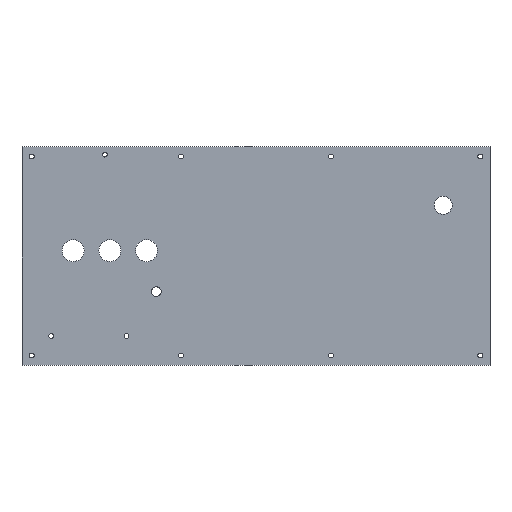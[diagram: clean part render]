
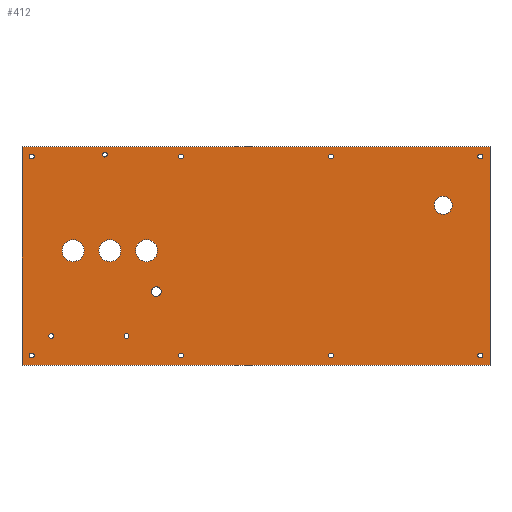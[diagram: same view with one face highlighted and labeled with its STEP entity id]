
A CAD part, top view. The second image highlights one B-rep face of the part: STEP entity #412.
In plain terms, the highlighted planar face has unit normal (0, 0, 1).
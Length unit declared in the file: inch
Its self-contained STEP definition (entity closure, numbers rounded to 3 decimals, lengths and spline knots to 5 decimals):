
#80=CARTESIAN_POINT('',(-3.825,0.,0.08));
#81=VERTEX_POINT('',#80);
#88=CARTESIAN_POINT('',(-3.825,5.6,0.08));
#89=VERTEX_POINT('',#88);
#90=CARTESIAN_POINT('',(-3.825,5.6,0.08));
#91=DIRECTION('',(0.,-1.,0.));
#92=VECTOR('',#91,5.6);
#93=LINE('',#90,#92);
#94=EDGE_CURVE('',#89,#81,#93,.T.);
#118=CARTESIAN_POINT('',(8.175,0.,0.08));
#119=VERTEX_POINT('',#118);
#126=CARTESIAN_POINT('',(-3.825,0.,0.08));
#127=DIRECTION('',(1.,0.,-0.));
#128=VECTOR('',#127,12.);
#129=LINE('',#126,#128);
#130=EDGE_CURVE('',#81,#119,#129,.T.);
#149=CARTESIAN_POINT('',(8.175,5.6,0.08));
#150=VERTEX_POINT('',#149);
#157=CARTESIAN_POINT('',(8.175,0.,0.08));
#158=DIRECTION('',(-0.,1.,0.));
#159=VECTOR('',#158,5.6);
#160=LINE('',#157,#159);
#161=EDGE_CURVE('',#119,#150,#160,.T.);
#179=CARTESIAN_POINT('',(8.175,5.6,0.08));
#180=DIRECTION('',(-1.,0.,0.));
#181=VECTOR('',#180,12.);
#182=LINE('',#179,#181);
#183=EDGE_CURVE('',#150,#89,#182,.T.);
#189=CARTESIAN_POINT('',(-3.825,0.,0.08));
#190=DIRECTION('',(0.,0.,1.));
#191=DIRECTION('',(1.,0.,0.));
#192=AXIS2_PLACEMENT_3D('',#189,#190,#191);
#193=PLANE('',#192);
#194=CARTESIAN_POINT('',(7.205,4.1,0.08));
#195=VERTEX_POINT('',#194);
#196=CARTESIAN_POINT('',(6.975,4.1,0.08));
#197=DIRECTION('',(0.,0.,1.));
#198=DIRECTION('',(1.,0.,-0.));
#199=AXIS2_PLACEMENT_3D('',#196,#197,#198);
#200=CIRCLE('',#199,0.23);
#201=EDGE_CURVE('',#195,#195,#200,.T.);
#202=ORIENTED_EDGE('',*,*,#201,.F.);
#203=EDGE_LOOP('',(#202));
#204=FACE_BOUND('',#203,.T.);
#205=CARTESIAN_POINT('',(-1.0825,0.75,0.08));
#206=VERTEX_POINT('',#205);
#207=CARTESIAN_POINT('',(-1.145,0.75,0.08));
#208=DIRECTION('',(0.,0.,1.));
#209=DIRECTION('',(1.,0.,-0.));
#210=AXIS2_PLACEMENT_3D('',#207,#208,#209);
#211=CIRCLE('',#210,0.0625);
#212=EDGE_CURVE('',#206,#206,#211,.T.);
#213=ORIENTED_EDGE('',*,*,#212,.F.);
#214=EDGE_LOOP('',(#213));
#215=FACE_BOUND('',#214,.T.);
#216=CARTESIAN_POINT('',(-3.0125,0.75,0.08));
#217=VERTEX_POINT('',#216);
#218=CARTESIAN_POINT('',(-3.075,0.75,0.08));
#219=DIRECTION('',(0.,0.,1.));
#220=DIRECTION('',(1.,0.,-0.));
#221=AXIS2_PLACEMENT_3D('',#218,#219,#220);
#222=CIRCLE('',#221,0.0625);
#223=EDGE_CURVE('',#217,#217,#222,.T.);
#224=ORIENTED_EDGE('',*,*,#223,.F.);
#225=EDGE_LOOP('',(#224));
#226=FACE_BOUND('',#225,.T.);
#227=CARTESIAN_POINT('',(-0.2575,1.8875,0.08));
#228=VERTEX_POINT('',#227);
#229=CARTESIAN_POINT('',(-0.3825,1.8875,0.08));
#230=DIRECTION('',(0.,0.,1.));
#231=DIRECTION('',(1.,0.,-0.));
#232=AXIS2_PLACEMENT_3D('',#229,#230,#231);
#233=CIRCLE('',#232,0.125);
#234=EDGE_CURVE('',#228,#228,#233,.T.);
#235=ORIENTED_EDGE('',*,*,#234,.F.);
#236=EDGE_LOOP('',(#235));
#237=FACE_BOUND('',#236,.T.);
#238=CARTESIAN_POINT('',(-1.6375,5.4,0.08));
#239=VERTEX_POINT('',#238);
#240=CARTESIAN_POINT('',(-1.7,5.4,0.08));
#241=DIRECTION('',(0.,0.,1.));
#242=DIRECTION('',(1.,0.,-0.));
#243=AXIS2_PLACEMENT_3D('',#240,#241,#242);
#244=CIRCLE('',#243,0.0625);
#245=EDGE_CURVE('',#239,#239,#244,.T.);
#246=ORIENTED_EDGE('',*,*,#245,.F.);
#247=EDGE_LOOP('',(#246));
#248=FACE_BOUND('',#247,.T.);
#249=CARTESIAN_POINT('',(-0.35125,2.9375,0.08));
#250=VERTEX_POINT('',#249);
#251=CARTESIAN_POINT('',(-0.6325,2.9375,0.08));
#252=DIRECTION('',(0.,0.,1.));
#253=DIRECTION('',(1.,0.,-0.));
#254=AXIS2_PLACEMENT_3D('',#251,#252,#253);
#255=CIRCLE('',#254,0.28125);
#256=EDGE_CURVE('',#250,#250,#255,.T.);
#257=ORIENTED_EDGE('',*,*,#256,.F.);
#258=EDGE_LOOP('',(#257));
#259=FACE_BOUND('',#258,.T.);
#260=CARTESIAN_POINT('',(-1.29125,2.9375,0.08));
#261=VERTEX_POINT('',#260);
#262=CARTESIAN_POINT('',(-1.5725,2.9375,0.08));
#263=DIRECTION('',(0.,0.,1.));
#264=DIRECTION('',(1.,0.,-0.));
#265=AXIS2_PLACEMENT_3D('',#262,#263,#264);
#266=CIRCLE('',#265,0.28125);
#267=EDGE_CURVE('',#261,#261,#266,.T.);
#268=ORIENTED_EDGE('',*,*,#267,.F.);
#269=EDGE_LOOP('',(#268));
#270=FACE_BOUND('',#269,.T.);
#271=CARTESIAN_POINT('',(-2.23125,2.9375,0.08));
#272=VERTEX_POINT('',#271);
#273=CARTESIAN_POINT('',(-2.5125,2.9375,0.08));
#274=DIRECTION('',(0.,0.,1.));
#275=DIRECTION('',(1.,0.,-0.));
#276=AXIS2_PLACEMENT_3D('',#273,#274,#275);
#277=CIRCLE('',#276,0.28125);
#278=EDGE_CURVE('',#272,#272,#277,.T.);
#279=ORIENTED_EDGE('',*,*,#278,.F.);
#280=EDGE_LOOP('',(#279));
#281=FACE_BOUND('',#280,.T.);
#282=CARTESIAN_POINT('',(7.9875,5.35,0.08));
#283=VERTEX_POINT('',#282);
#284=CARTESIAN_POINT('',(7.8625,5.35,0.08));
#285=VERTEX_POINT('',#284);
#286=CARTESIAN_POINT('',(7.925,5.35,0.08));
#287=DIRECTION('',(0.,0.,1.));
#288=DIRECTION('',(-1.,0.,0.));
#289=AXIS2_PLACEMENT_3D('',#286,#287,#288);
#290=CIRCLE('',#289,0.0625);
#291=EDGE_CURVE('',#283,#285,#290,.T.);
#292=ORIENTED_EDGE('',*,*,#291,.F.);
#293=CARTESIAN_POINT('',(7.925,5.35,0.08));
#294=DIRECTION('',(0.,0.,1.));
#295=DIRECTION('',(-1.,0.,0.));
#296=AXIS2_PLACEMENT_3D('',#293,#294,#295);
#297=CIRCLE('',#296,0.0625);
#298=EDGE_CURVE('',#285,#283,#297,.T.);
#299=ORIENTED_EDGE('',*,*,#298,.F.);
#300=EDGE_LOOP('',(#292,#299));
#301=FACE_BOUND('',#300,.T.);
#302=CARTESIAN_POINT('',(7.9875,0.25,0.08));
#303=VERTEX_POINT('',#302);
#304=CARTESIAN_POINT('',(7.8625,0.25,0.08));
#305=VERTEX_POINT('',#304);
#306=CARTESIAN_POINT('',(7.925,0.25,0.08));
#307=DIRECTION('',(0.,0.,1.));
#308=DIRECTION('',(-1.,0.,0.));
#309=AXIS2_PLACEMENT_3D('',#306,#307,#308);
#310=CIRCLE('',#309,0.0625);
#311=EDGE_CURVE('',#303,#305,#310,.T.);
#312=ORIENTED_EDGE('',*,*,#311,.F.);
#313=CARTESIAN_POINT('',(7.925,0.25,0.08));
#314=DIRECTION('',(0.,0.,1.));
#315=DIRECTION('',(-1.,0.,0.));
#316=AXIS2_PLACEMENT_3D('',#313,#314,#315);
#317=CIRCLE('',#316,0.0625);
#318=EDGE_CURVE('',#305,#303,#317,.T.);
#319=ORIENTED_EDGE('',*,*,#318,.F.);
#320=EDGE_LOOP('',(#312,#319));
#321=FACE_BOUND('',#320,.T.);
#322=CARTESIAN_POINT('',(4.1625,5.35,0.08));
#323=VERTEX_POINT('',#322);
#324=CARTESIAN_POINT('',(4.0375,5.35,0.08));
#325=VERTEX_POINT('',#324);
#326=CARTESIAN_POINT('',(4.1,5.35,0.08));
#327=DIRECTION('',(0.,0.,1.));
#328=DIRECTION('',(-1.,0.,0.));
#329=AXIS2_PLACEMENT_3D('',#326,#327,#328);
#330=CIRCLE('',#329,0.0625);
#331=EDGE_CURVE('',#323,#325,#330,.T.);
#332=ORIENTED_EDGE('',*,*,#331,.F.);
#333=CARTESIAN_POINT('',(4.1,5.35,0.08));
#334=DIRECTION('',(0.,0.,1.));
#335=DIRECTION('',(-1.,0.,0.));
#336=AXIS2_PLACEMENT_3D('',#333,#334,#335);
#337=CIRCLE('',#336,0.0625);
#338=EDGE_CURVE('',#325,#323,#337,.T.);
#339=ORIENTED_EDGE('',*,*,#338,.F.);
#340=EDGE_LOOP('',(#332,#339));
#341=FACE_BOUND('',#340,.T.);
#342=CARTESIAN_POINT('',(4.1625,0.25,0.08));
#343=VERTEX_POINT('',#342);
#344=CARTESIAN_POINT('',(4.0375,0.25,0.08));
#345=VERTEX_POINT('',#344);
#346=CARTESIAN_POINT('',(4.1,0.25,0.08));
#347=DIRECTION('',(0.,0.,1.));
#348=DIRECTION('',(-1.,0.,0.));
#349=AXIS2_PLACEMENT_3D('',#346,#347,#348);
#350=CIRCLE('',#349,0.0625);
#351=EDGE_CURVE('',#343,#345,#350,.T.);
#352=ORIENTED_EDGE('',*,*,#351,.F.);
#353=CARTESIAN_POINT('',(4.1,0.25,0.08));
#354=DIRECTION('',(0.,0.,1.));
#355=DIRECTION('',(-1.,0.,0.));
#356=AXIS2_PLACEMENT_3D('',#353,#354,#355);
#357=CIRCLE('',#356,0.0625);
#358=EDGE_CURVE('',#345,#343,#357,.T.);
#359=ORIENTED_EDGE('',*,*,#358,.F.);
#360=EDGE_LOOP('',(#352,#359));
#361=FACE_BOUND('',#360,.T.);
#362=CARTESIAN_POINT('',(0.3125,0.25,0.08));
#363=VERTEX_POINT('',#362);
#364=CARTESIAN_POINT('',(0.25,0.25,0.08));
#365=DIRECTION('',(0.,0.,1.));
#366=DIRECTION('',(1.,0.,-0.));
#367=AXIS2_PLACEMENT_3D('',#364,#365,#366);
#368=CIRCLE('',#367,0.0625);
#369=EDGE_CURVE('',#363,#363,#368,.T.);
#370=ORIENTED_EDGE('',*,*,#369,.F.);
#371=EDGE_LOOP('',(#370));
#372=FACE_BOUND('',#371,.T.);
#373=CARTESIAN_POINT('',(0.3125,5.35,0.08));
#374=VERTEX_POINT('',#373);
#375=CARTESIAN_POINT('',(0.25,5.35,0.08));
#376=DIRECTION('',(0.,0.,1.));
#377=DIRECTION('',(1.,0.,-0.));
#378=AXIS2_PLACEMENT_3D('',#375,#376,#377);
#379=CIRCLE('',#378,0.0625);
#380=EDGE_CURVE('',#374,#374,#379,.T.);
#381=ORIENTED_EDGE('',*,*,#380,.F.);
#382=EDGE_LOOP('',(#381));
#383=FACE_BOUND('',#382,.T.);
#384=CARTESIAN_POINT('',(-3.5125,0.25,0.08));
#385=VERTEX_POINT('',#384);
#386=CARTESIAN_POINT('',(-3.575,0.25,0.08));
#387=DIRECTION('',(0.,0.,1.));
#388=DIRECTION('',(1.,0.,-0.));
#389=AXIS2_PLACEMENT_3D('',#386,#387,#388);
#390=CIRCLE('',#389,0.0625);
#391=EDGE_CURVE('',#385,#385,#390,.T.);
#392=ORIENTED_EDGE('',*,*,#391,.F.);
#393=EDGE_LOOP('',(#392));
#394=FACE_BOUND('',#393,.T.);
#395=CARTESIAN_POINT('',(-3.5125,5.35,0.08));
#396=VERTEX_POINT('',#395);
#397=CARTESIAN_POINT('',(-3.575,5.35,0.08));
#398=DIRECTION('',(0.,0.,1.));
#399=DIRECTION('',(1.,0.,-0.));
#400=AXIS2_PLACEMENT_3D('',#397,#398,#399);
#401=CIRCLE('',#400,0.0625);
#402=EDGE_CURVE('',#396,#396,#401,.T.);
#403=ORIENTED_EDGE('',*,*,#402,.F.);
#404=EDGE_LOOP('',(#403));
#405=FACE_BOUND('',#404,.T.);
#406=ORIENTED_EDGE('',*,*,#94,.T.);
#407=ORIENTED_EDGE('',*,*,#130,.T.);
#408=ORIENTED_EDGE('',*,*,#161,.T.);
#409=ORIENTED_EDGE('',*,*,#183,.T.);
#410=EDGE_LOOP('',(#406,#407,#408,#409));
#411=FACE_BOUND('',#410,.T.);
#412=ADVANCED_FACE('',(#204,#215,#226,#237,#248,#259,#270,#281,#301,#321,#341,#361,#372,#383,#394,#405,#411),#193,.T.);
